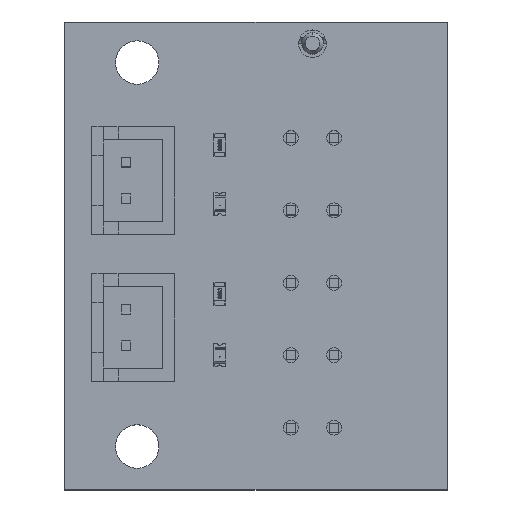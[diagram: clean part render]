
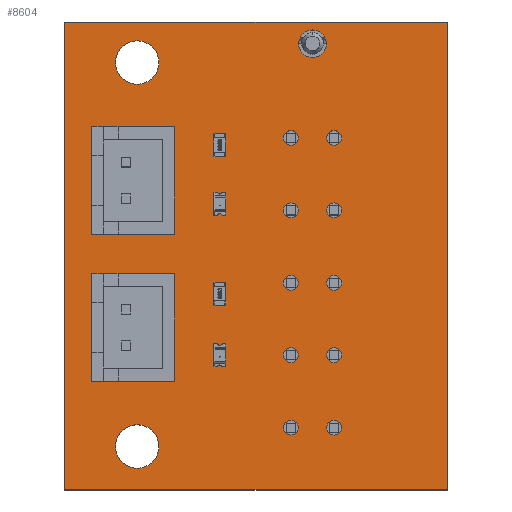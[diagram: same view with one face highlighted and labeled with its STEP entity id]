
A CAD part, top view. The second image highlights one B-rep face of the part: STEP entity #8604.
In plain terms, the highlighted planar face has unit normal (0, 0, 1).
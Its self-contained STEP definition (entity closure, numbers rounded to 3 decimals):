
#7863 = VERTEX_POINT('',#7864);
#7864 = CARTESIAN_POINT('',(0.,0.,0.));
#7870 = EDGE_CURVE('',#7863,#7871,#7873,.T.);
#7871 = VERTEX_POINT('',#7872);
#7872 = CARTESIAN_POINT('',(26.4,0.,0.));
#7873 = LINE('',#7874,#7875);
#7874 = CARTESIAN_POINT('',(0.,0.,0.));
#7875 = VECTOR('',#7876,1.);
#7876 = DIRECTION('',(1.,0.,0.));
#7901 = EDGE_CURVE('',#7871,#7902,#7904,.T.);
#7902 = VERTEX_POINT('',#7903);
#7903 = CARTESIAN_POINT('',(26.4,32.3,0.));
#7904 = LINE('',#7905,#7906);
#7905 = CARTESIAN_POINT('',(26.4,0.,0.));
#7906 = VECTOR('',#7907,1.);
#7907 = DIRECTION('',(0.,1.,0.));
#7932 = EDGE_CURVE('',#7902,#7933,#7935,.T.);
#7933 = VERTEX_POINT('',#7934);
#7934 = CARTESIAN_POINT('',(0.,32.3,0.));
#7935 = LINE('',#7936,#7937);
#7936 = CARTESIAN_POINT('',(26.4,32.3,0.));
#7937 = VECTOR('',#7938,1.);
#7938 = DIRECTION('',(-1.,0.,0.));
#7963 = EDGE_CURVE('',#7933,#7863,#7964,.T.);
#7964 = LINE('',#7965,#7966);
#7965 = CARTESIAN_POINT('',(0.,32.3,0.));
#7966 = VECTOR('',#7967,1.);
#7967 = DIRECTION('',(0.,-1.,0.));
#7987 = VERTEX_POINT('',#7988);
#7988 = CARTESIAN_POINT('',(4.7,9.95,0.));
#7994 = EDGE_CURVE('',#7987,#7987,#7995,.T.);
#7995 = CIRCLE('',#7996,0.5);
#7996 = AXIS2_PLACEMENT_3D('',#7997,#7998,#7999);
#7997 = CARTESIAN_POINT('',(4.2,9.95,0.));
#7998 = DIRECTION('',(0.,0.,1.));
#7999 = DIRECTION('',(1.,0.,0.));
#8020 = VERTEX_POINT('',#8021);
#8021 = CARTESIAN_POINT('',(4.7,12.45,0.));
#8027 = EDGE_CURVE('',#8020,#8020,#8028,.T.);
#8028 = CIRCLE('',#8029,0.5);
#8029 = AXIS2_PLACEMENT_3D('',#8030,#8031,#8032);
#8030 = CARTESIAN_POINT('',(4.2,12.45,0.));
#8031 = DIRECTION('',(0.,0.,1.));
#8032 = DIRECTION('',(1.,0.,0.));
#8053 = VERTEX_POINT('',#8054);
#8054 = CARTESIAN_POINT('',(6.5,3.,0.));
#8060 = EDGE_CURVE('',#8053,#8053,#8061,.T.);
#8061 = CIRCLE('',#8062,1.5);
#8062 = AXIS2_PLACEMENT_3D('',#8063,#8064,#8065);
#8063 = CARTESIAN_POINT('',(5.,3.,0.));
#8064 = DIRECTION('',(0.,0.,1.));
#8065 = DIRECTION('',(1.,0.,0.));
#8086 = VERTEX_POINT('',#8087);
#8087 = CARTESIAN_POINT('',(16.11,19.3,0.));
#8093 = EDGE_CURVE('',#8086,#8086,#8094,.T.);
#8094 = CIRCLE('',#8095,0.51);
#8095 = AXIS2_PLACEMENT_3D('',#8096,#8097,#8098);
#8096 = CARTESIAN_POINT('',(15.6,19.3,0.));
#8097 = DIRECTION('',(0.,0.,1.));
#8098 = DIRECTION('',(1.,0.,0.));
#8119 = VERTEX_POINT('',#8120);
#8120 = CARTESIAN_POINT('',(4.7,20.1,0.));
#8126 = EDGE_CURVE('',#8119,#8119,#8127,.T.);
#8127 = CIRCLE('',#8128,0.5);
#8128 = AXIS2_PLACEMENT_3D('',#8129,#8130,#8131);
#8129 = CARTESIAN_POINT('',(4.2,20.1,0.));
#8130 = DIRECTION('',(0.,0.,1.));
#8131 = DIRECTION('',(1.,0.,0.));
#8152 = VERTEX_POINT('',#8153);
#8153 = CARTESIAN_POINT('',(4.7,22.6,0.));
#8159 = EDGE_CURVE('',#8152,#8152,#8160,.T.);
#8160 = CIRCLE('',#8161,0.5);
#8161 = AXIS2_PLACEMENT_3D('',#8162,#8163,#8164);
#8162 = CARTESIAN_POINT('',(4.2,22.6,0.));
#8163 = DIRECTION('',(0.,0.,1.));
#8164 = DIRECTION('',(1.,0.,0.));
#8185 = VERTEX_POINT('',#8186);
#8186 = CARTESIAN_POINT('',(16.11,24.3,0.));
#8192 = EDGE_CURVE('',#8185,#8185,#8193,.T.);
#8193 = CIRCLE('',#8194,0.51);
#8194 = AXIS2_PLACEMENT_3D('',#8195,#8196,#8197);
#8195 = CARTESIAN_POINT('',(15.6,24.3,0.));
#8196 = DIRECTION('',(0.,0.,1.));
#8197 = DIRECTION('',(1.,0.,0.));
#8218 = VERTEX_POINT('',#8219);
#8219 = CARTESIAN_POINT('',(6.5,29.5,0.));
#8225 = EDGE_CURVE('',#8218,#8218,#8226,.T.);
#8226 = CIRCLE('',#8227,1.5);
#8227 = AXIS2_PLACEMENT_3D('',#8228,#8229,#8230);
#8228 = CARTESIAN_POINT('',(5.,29.5,0.));
#8229 = DIRECTION('',(0.,0.,1.));
#8230 = DIRECTION('',(1.,0.,0.));
#8251 = VERTEX_POINT('',#8252);
#8252 = CARTESIAN_POINT('',(16.11,4.3,0.));
#8258 = EDGE_CURVE('',#8251,#8251,#8259,.T.);
#8259 = CIRCLE('',#8260,0.51);
#8260 = AXIS2_PLACEMENT_3D('',#8261,#8262,#8263);
#8261 = CARTESIAN_POINT('',(15.6,4.3,0.));
#8262 = DIRECTION('',(0.,0.,1.));
#8263 = DIRECTION('',(1.,0.,0.));
#8284 = VERTEX_POINT('',#8285);
#8285 = CARTESIAN_POINT('',(16.11,9.3,0.));
#8291 = EDGE_CURVE('',#8284,#8284,#8292,.T.);
#8292 = CIRCLE('',#8293,0.51);
#8293 = AXIS2_PLACEMENT_3D('',#8294,#8295,#8296);
#8294 = CARTESIAN_POINT('',(15.6,9.3,0.));
#8295 = DIRECTION('',(0.,0.,1.));
#8296 = DIRECTION('',(1.,0.,0.));
#8317 = VERTEX_POINT('',#8318);
#8318 = CARTESIAN_POINT('',(19.11,4.3,0.));
#8324 = EDGE_CURVE('',#8317,#8317,#8325,.T.);
#8325 = CIRCLE('',#8326,0.51);
#8326 = AXIS2_PLACEMENT_3D('',#8327,#8328,#8329);
#8327 = CARTESIAN_POINT('',(18.6,4.3,0.));
#8328 = DIRECTION('',(0.,0.,1.));
#8329 = DIRECTION('',(1.,0.,0.));
#8350 = VERTEX_POINT('',#8351);
#8351 = CARTESIAN_POINT('',(19.11,9.3,0.));
#8357 = EDGE_CURVE('',#8350,#8350,#8358,.T.);
#8358 = CIRCLE('',#8359,0.51);
#8359 = AXIS2_PLACEMENT_3D('',#8360,#8361,#8362);
#8360 = CARTESIAN_POINT('',(18.6,9.3,0.));
#8361 = DIRECTION('',(0.,0.,1.));
#8362 = DIRECTION('',(1.,0.,0.));
#8383 = VERTEX_POINT('',#8384);
#8384 = CARTESIAN_POINT('',(16.11,14.3,0.));
#8390 = EDGE_CURVE('',#8383,#8383,#8391,.T.);
#8391 = CIRCLE('',#8392,0.51);
#8392 = AXIS2_PLACEMENT_3D('',#8393,#8394,#8395);
#8393 = CARTESIAN_POINT('',(15.6,14.3,0.));
#8394 = DIRECTION('',(0.,0.,1.));
#8395 = DIRECTION('',(1.,0.,0.));
#8416 = VERTEX_POINT('',#8417);
#8417 = CARTESIAN_POINT('',(18.05,30.8,0.));
#8423 = EDGE_CURVE('',#8416,#8416,#8424,.T.);
#8424 = CIRCLE('',#8425,0.95);
#8425 = AXIS2_PLACEMENT_3D('',#8426,#8427,#8428);
#8426 = CARTESIAN_POINT('',(17.1,30.8,0.));
#8427 = DIRECTION('',(0.,0.,1.));
#8428 = DIRECTION('',(1.,0.,0.));
#8449 = VERTEX_POINT('',#8450);
#8450 = CARTESIAN_POINT('',(19.11,14.3,0.));
#8456 = EDGE_CURVE('',#8449,#8449,#8457,.T.);
#8457 = CIRCLE('',#8458,0.51);
#8458 = AXIS2_PLACEMENT_3D('',#8459,#8460,#8461);
#8459 = CARTESIAN_POINT('',(18.6,14.3,0.));
#8460 = DIRECTION('',(0.,0.,1.));
#8461 = DIRECTION('',(1.,0.,0.));
#8482 = VERTEX_POINT('',#8483);
#8483 = CARTESIAN_POINT('',(19.11,24.3,0.));
#8489 = EDGE_CURVE('',#8482,#8482,#8490,.T.);
#8490 = CIRCLE('',#8491,0.51);
#8491 = AXIS2_PLACEMENT_3D('',#8492,#8493,#8494);
#8492 = CARTESIAN_POINT('',(18.6,24.3,0.));
#8493 = DIRECTION('',(0.,0.,1.));
#8494 = DIRECTION('',(1.,0.,0.));
#8515 = VERTEX_POINT('',#8516);
#8516 = CARTESIAN_POINT('',(19.11,19.3,0.));
#8522 = EDGE_CURVE('',#8515,#8515,#8523,.T.);
#8523 = CIRCLE('',#8524,0.51);
#8524 = AXIS2_PLACEMENT_3D('',#8525,#8526,#8527);
#8525 = CARTESIAN_POINT('',(18.6,19.3,0.));
#8526 = DIRECTION('',(0.,0.,1.));
#8527 = DIRECTION('',(1.,0.,0.));
#8604 = ADVANCED_FACE('',(#8605,#8611,#8614,#8617,#8620,#8623,#8626,
    #8629,#8632,#8635,#8638,#8641,#8644,#8647,#8650,#8653,#8656,#8659),
  #8662,.F.);
#8605 = FACE_BOUND('',#8606,.T.);
#8606 = EDGE_LOOP('',(#8607,#8608,#8609,#8610));
#8607 = ORIENTED_EDGE('',*,*,#7870,.T.);
#8608 = ORIENTED_EDGE('',*,*,#7901,.T.);
#8609 = ORIENTED_EDGE('',*,*,#7932,.T.);
#8610 = ORIENTED_EDGE('',*,*,#7963,.T.);
#8611 = FACE_BOUND('',#8612,.F.);
#8612 = EDGE_LOOP('',(#8613));
#8613 = ORIENTED_EDGE('',*,*,#7994,.T.);
#8614 = FACE_BOUND('',#8615,.F.);
#8615 = EDGE_LOOP('',(#8616));
#8616 = ORIENTED_EDGE('',*,*,#8027,.T.);
#8617 = FACE_BOUND('',#8618,.F.);
#8618 = EDGE_LOOP('',(#8619));
#8619 = ORIENTED_EDGE('',*,*,#8060,.T.);
#8620 = FACE_BOUND('',#8621,.F.);
#8621 = EDGE_LOOP('',(#8622));
#8622 = ORIENTED_EDGE('',*,*,#8093,.T.);
#8623 = FACE_BOUND('',#8624,.F.);
#8624 = EDGE_LOOP('',(#8625));
#8625 = ORIENTED_EDGE('',*,*,#8126,.T.);
#8626 = FACE_BOUND('',#8627,.F.);
#8627 = EDGE_LOOP('',(#8628));
#8628 = ORIENTED_EDGE('',*,*,#8159,.T.);
#8629 = FACE_BOUND('',#8630,.F.);
#8630 = EDGE_LOOP('',(#8631));
#8631 = ORIENTED_EDGE('',*,*,#8192,.T.);
#8632 = FACE_BOUND('',#8633,.F.);
#8633 = EDGE_LOOP('',(#8634));
#8634 = ORIENTED_EDGE('',*,*,#8225,.T.);
#8635 = FACE_BOUND('',#8636,.F.);
#8636 = EDGE_LOOP('',(#8637));
#8637 = ORIENTED_EDGE('',*,*,#8258,.T.);
#8638 = FACE_BOUND('',#8639,.F.);
#8639 = EDGE_LOOP('',(#8640));
#8640 = ORIENTED_EDGE('',*,*,#8291,.T.);
#8641 = FACE_BOUND('',#8642,.F.);
#8642 = EDGE_LOOP('',(#8643));
#8643 = ORIENTED_EDGE('',*,*,#8324,.T.);
#8644 = FACE_BOUND('',#8645,.F.);
#8645 = EDGE_LOOP('',(#8646));
#8646 = ORIENTED_EDGE('',*,*,#8357,.T.);
#8647 = FACE_BOUND('',#8648,.F.);
#8648 = EDGE_LOOP('',(#8649));
#8649 = ORIENTED_EDGE('',*,*,#8390,.T.);
#8650 = FACE_BOUND('',#8651,.F.);
#8651 = EDGE_LOOP('',(#8652));
#8652 = ORIENTED_EDGE('',*,*,#8423,.T.);
#8653 = FACE_BOUND('',#8654,.F.);
#8654 = EDGE_LOOP('',(#8655));
#8655 = ORIENTED_EDGE('',*,*,#8456,.T.);
#8656 = FACE_BOUND('',#8657,.F.);
#8657 = EDGE_LOOP('',(#8658));
#8658 = ORIENTED_EDGE('',*,*,#8489,.T.);
#8659 = FACE_BOUND('',#8660,.F.);
#8660 = EDGE_LOOP('',(#8661));
#8661 = ORIENTED_EDGE('',*,*,#8522,.T.);
#8662 = PLANE('',#8663);
#8663 = AXIS2_PLACEMENT_3D('',#8664,#8665,#8666);
#8664 = CARTESIAN_POINT('',(0.,0.,0.));
#8665 = DIRECTION('',(0.,0.,-1.));
#8666 = DIRECTION('',(-1.,0.,0.));
